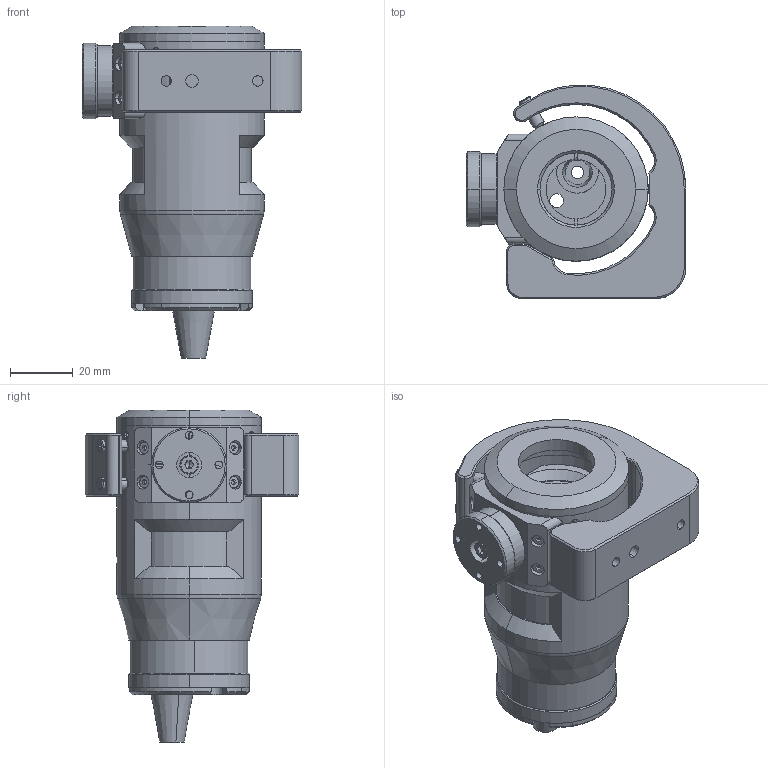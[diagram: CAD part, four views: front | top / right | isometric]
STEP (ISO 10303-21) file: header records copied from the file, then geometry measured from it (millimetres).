
FILE_DESCRIPTION (( 'STEP AP214' ), '1' );
FILE_NAME ('LTPRSM.STEP', '2011-01-10T11:48:19', ( '--' ), ( '' ), 'SwSTEP 2.0', 'SolidWorks 2010', '' );
FILE_SCHEMA (( 'AUTOMOTIVE_DESIGN' ));
Length unit declared in the file: millimetre
Products named in the file (1): LTPRSM
Bounding box: 70 x 68.15 x 105.86 mm (x, y, z)
Surface area: 43391.7 mm2 (no closed solid volume)
Topology: 0 solids, 33 shells, 342 faces, 1111 edges, 763 vertices
Faces by surface type: cylinder 129, plane 126, cone 75, torus 12
Entity records: 17240 total; most frequent: CARTESIAN_POINT 3656, DIRECTION 2124, ORIENTED_EDGE 1813, EDGE_CURVE 1101, AXIS2_PLACEMENT_3D 787, VERTEX_POINT 763, LINE 550, VECTOR 550
